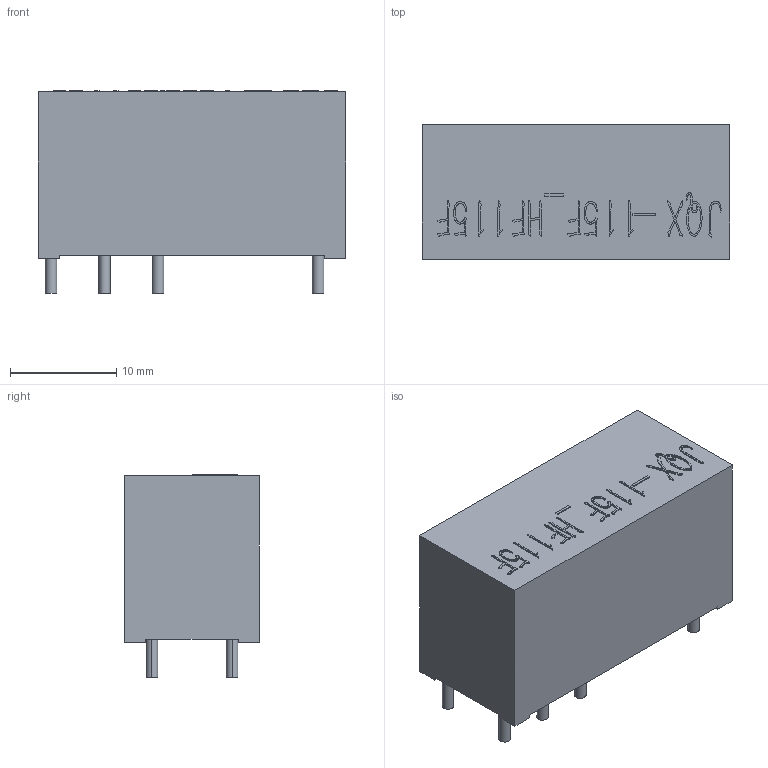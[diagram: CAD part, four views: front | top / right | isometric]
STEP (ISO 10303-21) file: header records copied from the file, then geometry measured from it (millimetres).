
FILE_DESCRIPTION (( 'STEP AP214' ), '1' );
FILE_NAME ('31216103-23CD-4E7F-A15B-DE7EDBB1C2AF.STEP', '2024-03-30T07:49:40', ( '' ), ( '' ), 'SwSTEP 2.0', 'SolidWorks 2022', '' );
FILE_SCHEMA (( 'AUTOMOTIVE_DESIGN' ));
Length unit declared in the file: millimetre
Products named in the file (1): 31216103-23CD-4E7F-A15B-DE7EDBB1C2AF
Bounding box: 29 x 12.7 x 19.1 mm (x, y, z)
Volume: 5701.7 mm3; surface area: 2145.9 mm2
Topology: 1 solids, 1 shells, 384 faces, 1071 edges, 714 vertices
Faces by surface type: plane 243, bspline 125, cylinder 16
Entity records: 17123 total; most frequent: CARTESIAN_POINT 7695, ORIENTED_EDGE 2142, DIRECTION 1373, EDGE_CURVE 1071, VECTOR 789, LINE 789, VERTEX_POINT 714, EDGE_LOOP 409
